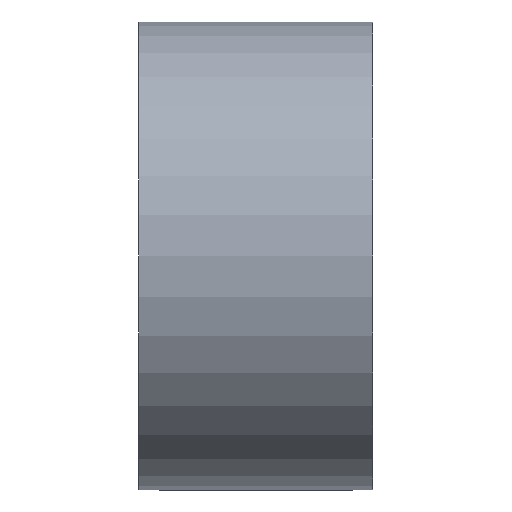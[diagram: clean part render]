
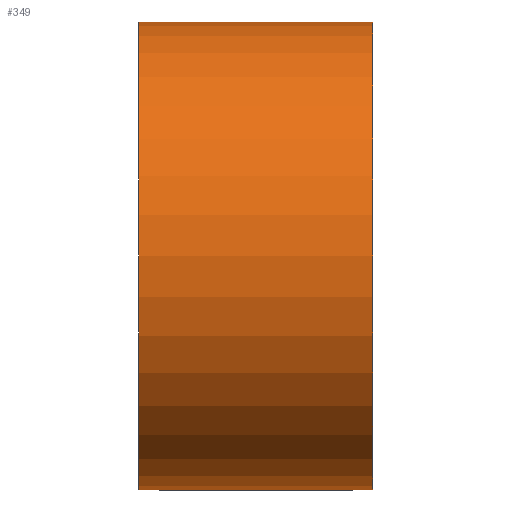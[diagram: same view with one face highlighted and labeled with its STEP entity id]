
A CAD part, left-side view. The second image highlights one B-rep face of the part: STEP entity #349.
In plain terms, the highlighted cylindrical face has radius 4 mm (diameter 8 mm), a partial arc.
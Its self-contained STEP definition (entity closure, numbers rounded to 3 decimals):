
#40 = DIRECTION ( 'NONE',  ( 0., -1., 0. ) ) ;
#99 = AXIS2_PLACEMENT_3D ( 'NONE', #411, #676, #1131 ) ;
#132 = VECTOR ( 'NONE', #1061, 1000. ) ;
#136 = CARTESIAN_POINT ( 'NONE',  ( 0., -1., 0. ) ) ;
#137 = ORIENTED_EDGE ( 'NONE', *, *, #535, .F. ) ;
#139 = DIRECTION ( 'NONE',  ( 0., 0., -1. ) ) ;
#150 = CARTESIAN_POINT ( 'NONE',  ( 0., 3., -4. ) ) ;
#194 = ORIENTED_EDGE ( 'NONE', *, *, #283, .T. ) ;
#270 = VERTEX_POINT ( 'NONE', #361 ) ;
#280 = CYLINDRICAL_SURFACE ( 'NONE', #441, 4. ) ;
#283 = EDGE_CURVE ( 'NONE', #451, #270, #377, .T. ) ;
#303 = LINE ( 'NONE', #761, #628 ) ;
#338 = CARTESIAN_POINT ( 'NONE',  ( 0., 3., 4. ) ) ;
#349 = ADVANCED_FACE ( 'NONE', ( #514 ), #280, .T. ) ;
#361 = CARTESIAN_POINT ( 'NONE',  ( 0., -1., 4. ) ) ;
#377 = CIRCLE ( 'NONE', #504, 4. ) ;
#411 = CARTESIAN_POINT ( 'NONE',  ( 0., 3., 0. ) ) ;
#441 = AXIS2_PLACEMENT_3D ( 'NONE', #660, #1031, #139 ) ;
#449 = VERTEX_POINT ( 'NONE', #150 ) ;
#451 = VERTEX_POINT ( 'NONE', #857 ) ;
#461 = LINE ( 'NONE', #338, #132 ) ;
#475 = EDGE_CURVE ( 'NONE', #449, #779, #588, .T. ) ;
#482 = DIRECTION ( 'NONE',  ( 0., 0., 1. ) ) ;
#504 = AXIS2_PLACEMENT_3D ( 'NONE', #136, #757, #482 ) ;
#514 = FACE_OUTER_BOUND ( 'NONE', #536, .T. ) ;
#535 = EDGE_CURVE ( 'NONE', #779, #270, #461, .T. ) ;
#536 = EDGE_LOOP ( 'NONE', ( #194, #137, #806, #1055 ) ) ;
#540 = CARTESIAN_POINT ( 'NONE',  ( 0., 3., 4. ) ) ;
#588 = CIRCLE ( 'NONE', #99, 4. ) ;
#628 = VECTOR ( 'NONE', #40, 1000. ) ;
#660 = CARTESIAN_POINT ( 'NONE',  ( 0., 3., 0. ) ) ;
#676 = DIRECTION ( 'NONE',  ( 0., 1., 0. ) ) ;
#757 = DIRECTION ( 'NONE',  ( 0., 1., 0. ) ) ;
#761 = CARTESIAN_POINT ( 'NONE',  ( 0., 3., -4. ) ) ;
#779 = VERTEX_POINT ( 'NONE', #540 ) ;
#806 = ORIENTED_EDGE ( 'NONE', *, *, #475, .F. ) ;
#857 = CARTESIAN_POINT ( 'NONE',  ( 0., -1., -4. ) ) ;
#1031 = DIRECTION ( 'NONE',  ( 0., -1., 0. ) ) ;
#1037 = EDGE_CURVE ( 'NONE', #449, #451, #303, .T. ) ;
#1055 = ORIENTED_EDGE ( 'NONE', *, *, #1037, .T. ) ;
#1061 = DIRECTION ( 'NONE',  ( 0., -1., 0. ) ) ;
#1131 = DIRECTION ( 'NONE',  ( 0., 0., 1. ) ) ;
